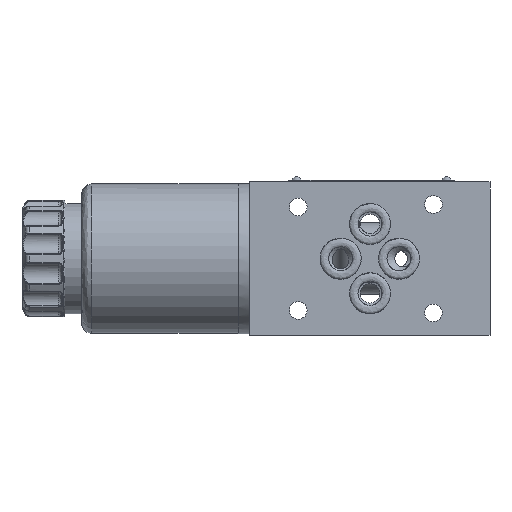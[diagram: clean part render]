
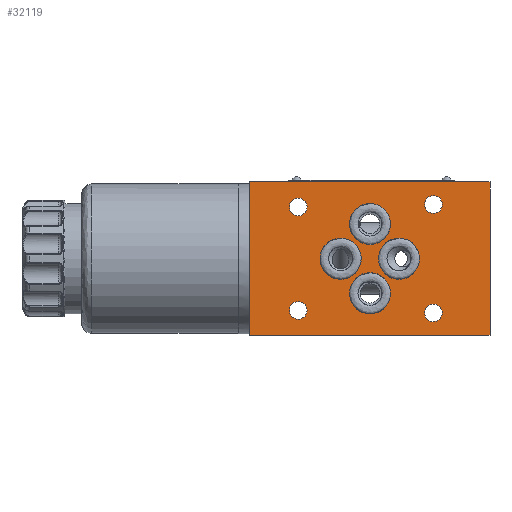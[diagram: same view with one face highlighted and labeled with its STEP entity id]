
A CAD part, front view. The second image highlights one B-rep face of the part: STEP entity #32119.
In plain terms, the highlighted planar face has unit normal (0, -1, 0).
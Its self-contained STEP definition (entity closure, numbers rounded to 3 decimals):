
#276 = ORIENTED_EDGE ( 'NONE', *, *, #15953, .F. ) ;
#853 = CARTESIAN_POINT ( 'NONE',  ( 36., 0., -23. ) ) ;
#890 = CARTESIAN_POINT ( 'NONE',  ( -36., 0., -23. ) ) ;
#1060 = EDGE_CURVE ( 'NONE', #4967, #4967, #13889, .T. ) ;
#1422 = LINE ( 'NONE', #7040, #37283 ) ;
#1571 = VECTOR ( 'NONE', #28219, 1000. ) ;
#1599 = DIRECTION ( 'NONE',  ( 0., 1., 0. ) ) ;
#2231 = CARTESIAN_POINT ( 'NONE',  ( 19., 0., -16.25 ) ) ;
#2463 = CARTESIAN_POINT ( 'NONE',  ( -36., 0., -23. ) ) ;
#2903 = EDGE_CURVE ( 'NONE', #25630, #25630, #25416, .T. ) ;
#3107 = EDGE_CURVE ( 'NONE', #17522, #17522, #34516, .T. ) ;
#3504 = DIRECTION ( 'NONE',  ( 0., 0., -1. ) ) ;
#3580 = CARTESIAN_POINT ( 'NONE',  ( 19., 0., 13.6 ) ) ;
#4121 = EDGE_LOOP ( 'NONE', ( #22724 ) ) ;
#4145 = CIRCLE ( 'NONE', #12196, 6.175 ) ;
#4601 = ORIENTED_EDGE ( 'NONE', *, *, #2903, .F. ) ;
#4717 = CARTESIAN_POINT ( 'NONE',  ( -21.5, 0., 12.85 ) ) ;
#4923 = CARTESIAN_POINT ( 'NONE',  ( 8.7, 0., 0. ) ) ;
#4967 = VERTEX_POINT ( 'NONE', #17134 ) ;
#5180 = CARTESIAN_POINT ( 'NONE',  ( -21.5, 0., 15.5 ) ) ;
#5870 = DIRECTION ( 'NONE',  ( 0., 0., -1. ) ) ;
#5937 = FACE_OUTER_BOUND ( 'NONE', #27065, .T. ) ;
#6277 = AXIS2_PLACEMENT_3D ( 'NONE', #2231, #37265, #19460 ) ;
#6409 = DIRECTION ( 'NONE',  ( 0., -1., 0. ) ) ;
#6656 = FACE_BOUND ( 'NONE', #16260, .T. ) ;
#6693 = LINE ( 'NONE', #890, #11962 ) ;
#6739 = DIRECTION ( 'NONE',  ( 0., 0., -1. ) ) ;
#7040 = CARTESIAN_POINT ( 'NONE',  ( -36., 0., -23. ) ) ;
#8455 = FACE_BOUND ( 'NONE', #13210, .T. ) ;
#8459 = ORIENTED_EDGE ( 'NONE', *, *, #1060, .F. ) ;
#8778 = CARTESIAN_POINT ( 'NONE',  ( -8.8, 0., 0. ) ) ;
#8794 = CARTESIAN_POINT ( 'NONE',  ( 0., 0., 10.4 ) ) ;
#8829 = VERTEX_POINT ( 'NONE', #13253 ) ;
#10307 = CARTESIAN_POINT ( 'NONE',  ( 0., 0., 0. ) ) ;
#10901 = EDGE_CURVE ( 'NONE', #30198, #30198, #13508, .T. ) ;
#11962 = VECTOR ( 'NONE', #23903, 1000. ) ;
#12196 = AXIS2_PLACEMENT_3D ( 'NONE', #8778, #20580, #5870 ) ;
#12467 = FACE_BOUND ( 'NONE', #4121, .T. ) ;
#12678 = CARTESIAN_POINT ( 'NONE',  ( 0., 0., -10.4 ) ) ;
#12940 = CARTESIAN_POINT ( 'NONE',  ( 36., 0., 0. ) ) ;
#13040 = DIRECTION ( 'NONE',  ( 0., 0., 1. ) ) ;
#13210 = EDGE_LOOP ( 'NONE', ( #20696 ) ) ;
#13253 = CARTESIAN_POINT ( 'NONE',  ( 36., 0., 23. ) ) ;
#13508 = CIRCLE ( 'NONE', #29502, 2.65 ) ;
#13846 = DIRECTION ( 'NONE',  ( 0., -1., 0. ) ) ;
#13889 = CIRCLE ( 'NONE', #37791, 6.175 ) ;
#14598 = DIRECTION ( 'NONE',  ( 0., -1., 0. ) ) ;
#14974 = EDGE_CURVE ( 'NONE', #17540, #8829, #33962, .T. ) ;
#15517 = CIRCLE ( 'NONE', #36942, 6.175 ) ;
#15555 = FACE_BOUND ( 'NONE', #25135, .T. ) ;
#15953 = EDGE_CURVE ( 'NONE', #8829, #22117, #35958, .T. ) ;
#16260 = EDGE_LOOP ( 'NONE', ( #8459 ) ) ;
#16281 = EDGE_CURVE ( 'NONE', #28077, #28077, #4145, .T. ) ;
#17060 = VECTOR ( 'NONE', #6739, 1000. ) ;
#17134 = CARTESIAN_POINT ( 'NONE',  ( 0., 0., 4.225 ) ) ;
#17165 = DIRECTION ( 'NONE',  ( 0., -1., 0. ) ) ;
#17522 = VERTEX_POINT ( 'NONE', #26398 ) ;
#17540 = VERTEX_POINT ( 'NONE', #37793 ) ;
#17963 = AXIS2_PLACEMENT_3D ( 'NONE', #12678, #24443, #36088 ) ;
#18451 = PLANE ( 'NONE',  #34865 ) ;
#18535 = EDGE_LOOP ( 'NONE', ( #28624 ) ) ;
#18721 = ORIENTED_EDGE ( 'NONE', *, *, #29027, .F. ) ;
#19045 = CARTESIAN_POINT ( 'NONE',  ( -8.8, 0., -6.175 ) ) ;
#19228 = VERTEX_POINT ( 'NONE', #30954 ) ;
#19460 = DIRECTION ( 'NONE',  ( 0., 0., -1. ) ) ;
#19592 = ORIENTED_EDGE ( 'NONE', *, *, #28165, .F. ) ;
#20261 = FACE_BOUND ( 'NONE', #21927, .T. ) ;
#20405 = DIRECTION ( 'NONE',  ( 0., 0., -1. ) ) ;
#20580 = DIRECTION ( 'NONE',  ( 0., -1., 0. ) ) ;
#20696 = ORIENTED_EDGE ( 'NONE', *, *, #16281, .F. ) ;
#21927 = EDGE_LOOP ( 'NONE', ( #31862 ) ) ;
#21944 = VERTEX_POINT ( 'NONE', #33637 ) ;
#21990 = VERTEX_POINT ( 'NONE', #2463 ) ;
#22006 = EDGE_CURVE ( 'NONE', #36656, #36656, #31010, .T. ) ;
#22117 = VERTEX_POINT ( 'NONE', #853 ) ;
#22724 = ORIENTED_EDGE ( 'NONE', *, *, #10901, .F. ) ;
#23087 = DIRECTION ( 'NONE',  ( 0., 0., -1. ) ) ;
#23379 = EDGE_CURVE ( 'NONE', #17540, #21990, #1422, .T. ) ;
#23472 = AXIS2_PLACEMENT_3D ( 'NONE', #32441, #6409, #3504 ) ;
#23751 = DIRECTION ( 'NONE',  ( 0., 0., -1. ) ) ;
#23903 = DIRECTION ( 'NONE',  ( 1., 0., 0. ) ) ;
#24244 = FACE_BOUND ( 'NONE', #33620, .T. ) ;
#24443 = DIRECTION ( 'NONE',  ( 0., -1., 0. ) ) ;
#25135 = EDGE_LOOP ( 'NONE', ( #4601 ) ) ;
#25416 = CIRCLE ( 'NONE', #6277, 2.65 ) ;
#25630 = VERTEX_POINT ( 'NONE', #37827 ) ;
#25726 = CARTESIAN_POINT ( 'NONE',  ( 0., 0., 23. ) ) ;
#25842 = ORIENTED_EDGE ( 'NONE', *, *, #23379, .T. ) ;
#26398 = CARTESIAN_POINT ( 'NONE',  ( 0., 0., -16.575 ) ) ;
#27065 = EDGE_LOOP ( 'NONE', ( #37845, #25842, #35849, #276 ) ) ;
#27953 = AXIS2_PLACEMENT_3D ( 'NONE', #5180, #17165, #31973 ) ;
#28077 = VERTEX_POINT ( 'NONE', #19045 ) ;
#28165 = EDGE_CURVE ( 'NONE', #21944, #21944, #15517, .T. ) ;
#28219 = DIRECTION ( 'NONE',  ( 1., 0., 0. ) ) ;
#28624 = ORIENTED_EDGE ( 'NONE', *, *, #22006, .F. ) ;
#29027 = EDGE_CURVE ( 'NONE', #19228, #19228, #30838, .T. ) ;
#29502 = AXIS2_PLACEMENT_3D ( 'NONE', #35583, #35017, #23751 ) ;
#30198 = VERTEX_POINT ( 'NONE', #3580 ) ;
#30697 = EDGE_CURVE ( 'NONE', #21990, #22117, #6693, .T. ) ;
#30838 = CIRCLE ( 'NONE', #23472, 2.65 ) ;
#30954 = CARTESIAN_POINT ( 'NONE',  ( -21.5, 0., -18.15 ) ) ;
#31010 = CIRCLE ( 'NONE', #27953, 2.65 ) ;
#31862 = ORIENTED_EDGE ( 'NONE', *, *, #3107, .F. ) ;
#31973 = DIRECTION ( 'NONE',  ( 0., 0., -1. ) ) ;
#31974 = FACE_BOUND ( 'NONE', #36211, .T. ) ;
#32119 = ADVANCED_FACE ( 'NONE', ( #5937, #33061, #12467, #24244, #15555, #8455, #6656, #20261, #31974 ), #18451, .F. ) ;
#32441 = CARTESIAN_POINT ( 'NONE',  ( -21.5, 0., -15.5 ) ) ;
#33061 = FACE_BOUND ( 'NONE', #18535, .T. ) ;
#33620 = EDGE_LOOP ( 'NONE', ( #18721 ) ) ;
#33637 = CARTESIAN_POINT ( 'NONE',  ( 8.7, 0., -6.175 ) ) ;
#33962 = LINE ( 'NONE', #25726, #1571 ) ;
#34516 = CIRCLE ( 'NONE', #17963, 6.175 ) ;
#34697 = DIRECTION ( 'NONE',  ( 0., 0., -1. ) ) ;
#34865 = AXIS2_PLACEMENT_3D ( 'NONE', #10307, #1599, #13040 ) ;
#35017 = DIRECTION ( 'NONE',  ( 0., -1., 0. ) ) ;
#35583 = CARTESIAN_POINT ( 'NONE',  ( 19., 0., 16.25 ) ) ;
#35849 = ORIENTED_EDGE ( 'NONE', *, *, #30697, .T. ) ;
#35958 = LINE ( 'NONE', #12940, #17060 ) ;
#36088 = DIRECTION ( 'NONE',  ( 0., 0., -1. ) ) ;
#36211 = EDGE_LOOP ( 'NONE', ( #19592 ) ) ;
#36656 = VERTEX_POINT ( 'NONE', #4717 ) ;
#36942 = AXIS2_PLACEMENT_3D ( 'NONE', #4923, #14598, #23087 ) ;
#37265 = DIRECTION ( 'NONE',  ( 0., -1., 0. ) ) ;
#37283 = VECTOR ( 'NONE', #34697, 1000. ) ;
#37791 = AXIS2_PLACEMENT_3D ( 'NONE', #8794, #13846, #20405 ) ;
#37793 = CARTESIAN_POINT ( 'NONE',  ( -36., 0., 23. ) ) ;
#37827 = CARTESIAN_POINT ( 'NONE',  ( 19., 0., -18.9 ) ) ;
#37845 = ORIENTED_EDGE ( 'NONE', *, *, #14974, .F. ) ;
